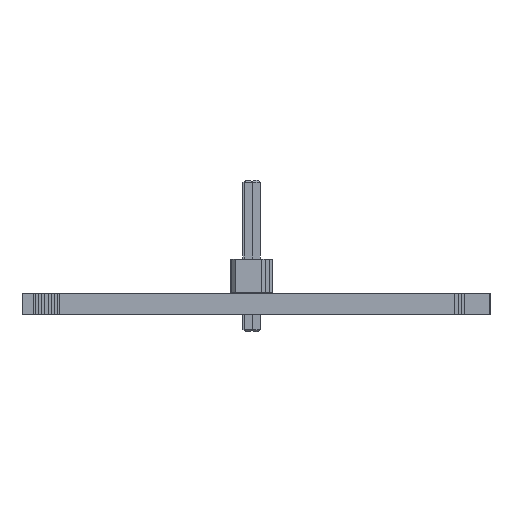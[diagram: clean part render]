
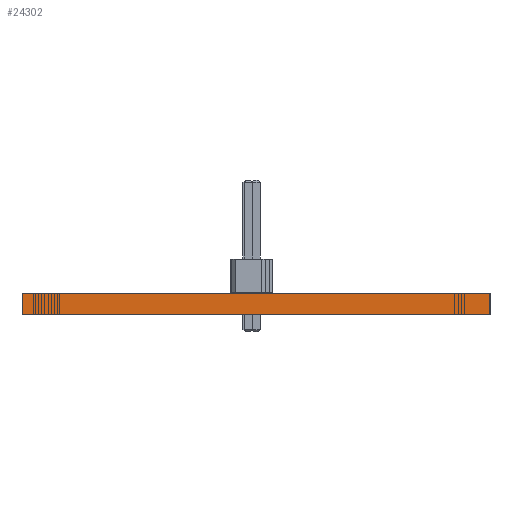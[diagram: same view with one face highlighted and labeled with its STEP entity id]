
A CAD part, left-side view. The second image highlights one B-rep face of the part: STEP entity #24302.
In plain terms, the highlighted planar face has unit normal (-1, 0, 0).
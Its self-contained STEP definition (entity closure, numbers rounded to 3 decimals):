
#4960 = PLANE('',#4961);
#4961 = AXIS2_PLACEMENT_3D('',#4962,#4963,#4964);
#4962 = CARTESIAN_POINT('',(139.645,-83.803,1.6));
#4963 = DIRECTION('',(-0.,-0.,-1.));
#4964 = DIRECTION('',(-1.,0.,0.));
#5014 = PLANE('',#5015);
#5015 = AXIS2_PLACEMENT_3D('',#5016,#5017,#5018);
#5016 = CARTESIAN_POINT('',(139.645,-83.803,0.));
#5017 = DIRECTION('',(-0.,-0.,-1.));
#5018 = DIRECTION('',(-1.,0.,0.));
#5047 = PLANE('',#5048);
#5048 = AXIS2_PLACEMENT_3D('',#5049,#5050,#5051);
#5049 = CARTESIAN_POINT('',(27.,-66.04,0.));
#5050 = DIRECTION('',(0.,1.,0.));
#5051 = DIRECTION('',(1.,0.,0.));
#5347 = VERTEX_POINT('',#5348);
#5348 = CARTESIAN_POINT('',(27.,-101.6,0.));
#5362 = PLANE('',#5363);
#5363 = AXIS2_PLACEMENT_3D('',#5364,#5365,#5366);
#5364 = CARTESIAN_POINT('',(126.06,-101.6,0.));
#5365 = DIRECTION('',(0.,-1.,0.));
#5366 = DIRECTION('',(-1.,0.,0.));
#5374 = EDGE_CURVE('',#5347,#5375,#5377,.T.);
#5375 = VERTEX_POINT('',#5376);
#5376 = CARTESIAN_POINT('',(27.,-66.04,0.));
#5377 = SURFACE_CURVE('',#5378,(#5382,#5389),.PCURVE_S1.);
#5378 = LINE('',#5379,#5380);
#5379 = CARTESIAN_POINT('',(27.,-101.6,0.));
#5380 = VECTOR('',#5381,1.);
#5381 = DIRECTION('',(0.,1.,0.));
#5382 = PCURVE('',#5014,#5383);
#5383 = DEFINITIONAL_REPRESENTATION('',(#5384),#5388);
#5384 = LINE('',#5385,#5386);
#5385 = CARTESIAN_POINT('',(112.645,-17.797));
#5386 = VECTOR('',#5387,1.);
#5387 = DIRECTION('',(0.,1.));
#5388 = ( GEOMETRIC_REPRESENTATION_CONTEXT(2) 
PARAMETRIC_REPRESENTATION_CONTEXT() REPRESENTATION_CONTEXT('2D SPACE',''
  ) );
#5389 = PCURVE('',#5390,#5395);
#5390 = PLANE('',#5391);
#5391 = AXIS2_PLACEMENT_3D('',#5392,#5393,#5394);
#5392 = CARTESIAN_POINT('',(27.,-101.6,0.));
#5393 = DIRECTION('',(-1.,0.,0.));
#5394 = DIRECTION('',(0.,1.,0.));
#5395 = DEFINITIONAL_REPRESENTATION('',(#5396),#5400);
#5396 = LINE('',#5397,#5398);
#5397 = CARTESIAN_POINT('',(0.,0.));
#5398 = VECTOR('',#5399,1.);
#5399 = DIRECTION('',(1.,0.));
#5400 = ( GEOMETRIC_REPRESENTATION_CONTEXT(2) 
PARAMETRIC_REPRESENTATION_CONTEXT() REPRESENTATION_CONTEXT('2D SPACE',''
  ) );
#15755 = VERTEX_POINT('',#15756);
#15756 = CARTESIAN_POINT('',(27.,-101.6,1.6));
#15777 = EDGE_CURVE('',#15755,#15778,#15780,.T.);
#15778 = VERTEX_POINT('',#15779);
#15779 = CARTESIAN_POINT('',(27.,-66.04,1.6));
#15780 = SURFACE_CURVE('',#15781,(#15785,#15792),.PCURVE_S1.);
#15781 = LINE('',#15782,#15783);
#15782 = CARTESIAN_POINT('',(27.,-101.6,1.6));
#15783 = VECTOR('',#15784,1.);
#15784 = DIRECTION('',(0.,1.,0.));
#15785 = PCURVE('',#4960,#15786);
#15786 = DEFINITIONAL_REPRESENTATION('',(#15787),#15791);
#15787 = LINE('',#15788,#15789);
#15788 = CARTESIAN_POINT('',(112.645,-17.797));
#15789 = VECTOR('',#15790,1.);
#15790 = DIRECTION('',(0.,1.));
#15791 = ( GEOMETRIC_REPRESENTATION_CONTEXT(2) 
PARAMETRIC_REPRESENTATION_CONTEXT() REPRESENTATION_CONTEXT('2D SPACE',''
  ) );
#15792 = PCURVE('',#5390,#15793);
#15793 = DEFINITIONAL_REPRESENTATION('',(#15794),#15798);
#15794 = LINE('',#15795,#15796);
#15795 = CARTESIAN_POINT('',(0.,-1.6));
#15796 = VECTOR('',#15797,1.);
#15797 = DIRECTION('',(1.,0.));
#15798 = ( GEOMETRIC_REPRESENTATION_CONTEXT(2) 
PARAMETRIC_REPRESENTATION_CONTEXT() REPRESENTATION_CONTEXT('2D SPACE',''
  ) );
#24252 = EDGE_CURVE('',#5375,#15778,#24253,.T.);
#24253 = SURFACE_CURVE('',#24254,(#24258,#24265),.PCURVE_S1.);
#24254 = LINE('',#24255,#24256);
#24255 = CARTESIAN_POINT('',(27.,-66.04,0.));
#24256 = VECTOR('',#24257,1.);
#24257 = DIRECTION('',(0.,0.,1.));
#24258 = PCURVE('',#5047,#24259);
#24259 = DEFINITIONAL_REPRESENTATION('',(#24260),#24264);
#24260 = LINE('',#24261,#24262);
#24261 = CARTESIAN_POINT('',(0.,0.));
#24262 = VECTOR('',#24263,1.);
#24263 = DIRECTION('',(0.,-1.));
#24264 = ( GEOMETRIC_REPRESENTATION_CONTEXT(2) 
PARAMETRIC_REPRESENTATION_CONTEXT() REPRESENTATION_CONTEXT('2D SPACE',''
  ) );
#24265 = PCURVE('',#5390,#24266);
#24266 = DEFINITIONAL_REPRESENTATION('',(#24267),#24271);
#24267 = LINE('',#24268,#24269);
#24268 = CARTESIAN_POINT('',(35.56,0.));
#24269 = VECTOR('',#24270,1.);
#24270 = DIRECTION('',(0.,-1.));
#24271 = ( GEOMETRIC_REPRESENTATION_CONTEXT(2) 
PARAMETRIC_REPRESENTATION_CONTEXT() REPRESENTATION_CONTEXT('2D SPACE',''
  ) );
#24302 = ADVANCED_FACE('',(#24303),#5390,.T.);
#24303 = FACE_BOUND('',#24304,.T.);
#24304 = EDGE_LOOP('',(#24305,#24326,#24327,#24328));
#24305 = ORIENTED_EDGE('',*,*,#24306,.T.);
#24306 = EDGE_CURVE('',#5347,#15755,#24307,.T.);
#24307 = SURFACE_CURVE('',#24308,(#24312,#24319),.PCURVE_S1.);
#24308 = LINE('',#24309,#24310);
#24309 = CARTESIAN_POINT('',(27.,-101.6,0.));
#24310 = VECTOR('',#24311,1.);
#24311 = DIRECTION('',(0.,0.,1.));
#24312 = PCURVE('',#5390,#24313);
#24313 = DEFINITIONAL_REPRESENTATION('',(#24314),#24318);
#24314 = LINE('',#24315,#24316);
#24315 = CARTESIAN_POINT('',(0.,0.));
#24316 = VECTOR('',#24317,1.);
#24317 = DIRECTION('',(0.,-1.));
#24318 = ( GEOMETRIC_REPRESENTATION_CONTEXT(2) 
PARAMETRIC_REPRESENTATION_CONTEXT() REPRESENTATION_CONTEXT('2D SPACE',''
  ) );
#24319 = PCURVE('',#5362,#24320);
#24320 = DEFINITIONAL_REPRESENTATION('',(#24321),#24325);
#24321 = LINE('',#24322,#24323);
#24322 = CARTESIAN_POINT('',(99.06,0.));
#24323 = VECTOR('',#24324,1.);
#24324 = DIRECTION('',(0.,-1.));
#24325 = ( GEOMETRIC_REPRESENTATION_CONTEXT(2) 
PARAMETRIC_REPRESENTATION_CONTEXT() REPRESENTATION_CONTEXT('2D SPACE',''
  ) );
#24326 = ORIENTED_EDGE('',*,*,#15777,.T.);
#24327 = ORIENTED_EDGE('',*,*,#24252,.F.);
#24328 = ORIENTED_EDGE('',*,*,#5374,.F.);
